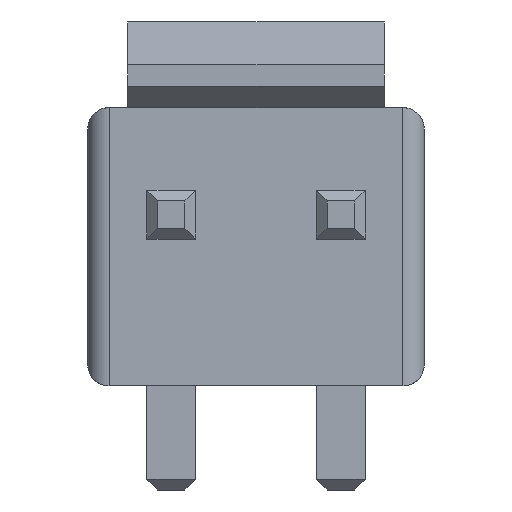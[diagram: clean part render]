
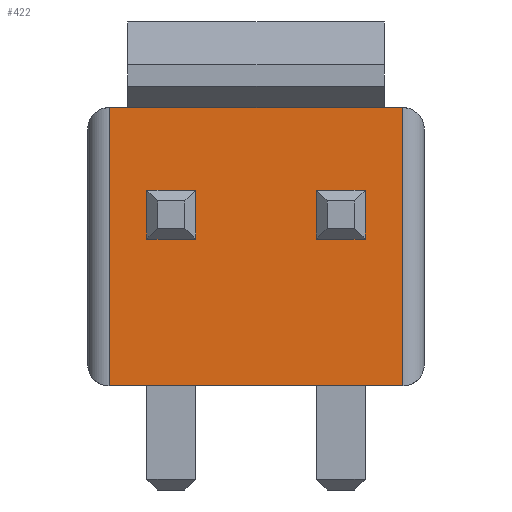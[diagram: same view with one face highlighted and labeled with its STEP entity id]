
A CAD part, front view. The second image highlights one B-rep face of the part: STEP entity #422.
In plain terms, the highlighted planar face has unit normal (0, -1, 0).
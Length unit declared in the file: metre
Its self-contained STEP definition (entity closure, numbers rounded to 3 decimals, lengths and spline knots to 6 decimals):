
#238 = EDGE_CURVE( '', #681, #682, #683, .T. );
#266 = EDGE_CURVE( '', #731, #732, #733, .T. );
#268 = EDGE_CURVE( '', #735, #736, #737, .T. );
#282 = EDGE_CURVE( '', #758, #717, #759, .T. );
#360 = EDGE_CURVE( '', #682, #878, #879, .T. );
#422 = ADVANCED_FACE( '', ( #964, #965, #966 ), #967, .F. );
#454 = EDGE_CURVE( '', #736, #1012, #1013, .T. );
#470 = EDGE_CURVE( '', #731, #780, #1035, .T. );
#532 = EDGE_CURVE( '', #1113, #878, #1114, .T. );
#536 = EDGE_CURVE( '', #681, #1113, #1119, .T. );
#542 = EDGE_CURVE( '', #844, #1012, #1126, .T. );
#596 = EDGE_CURVE( '', #735, #844, #1185, .T. );
#600 = EDGE_CURVE( '', #780, #1060, #1189, .T. );
#640 = EDGE_CURVE( '', #1060, #758, #1235, .T. );
#644 = EDGE_CURVE( '', #717, #732, #1239, .T. );
#681 = VERTEX_POINT( '', #1273 );
#682 = VERTEX_POINT( '', #1274 );
#683 = LINE( '', #1275, #1276 );
#717 = VERTEX_POINT( '', #1323 );
#731 = VERTEX_POINT( '', #1344 );
#732 = VERTEX_POINT( '', #1345 );
#733 = LINE( '', #1346, #1347 );
#735 = VERTEX_POINT( '', #1350 );
#736 = VERTEX_POINT( '', #1351 );
#737 = LINE( '', #1352, #1353 );
#758 = VERTEX_POINT( '', #1381 );
#759 = LINE( '', #1382, #1383 );
#780 = VERTEX_POINT( '', #1415 );
#844 = VERTEX_POINT( '', #1496 );
#878 = VERTEX_POINT( '', #1548 );
#879 = LINE( '', #1549, #1550 );
#964 = FACE_BOUND( '', #1676, .T. );
#965 = FACE_OUTER_BOUND( '', #1677, .T. );
#966 = FACE_BOUND( '', #1678, .T. );
#967 = PLANE( '', #1679 );
#1012 = VERTEX_POINT( '', #1741 );
#1013 = LINE( '', #1742, #1743 );
#1035 = LINE( '', #1774, #1775 );
#1060 = VERTEX_POINT( '', #1810 );
#1113 = VERTEX_POINT( '', #1898 );
#1114 = LINE( '', #1899, #1900 );
#1119 = LINE( '', #1908, #1909 );
#1126 = LINE( '', #1919, #1920 );
#1185 = LINE( '', #2021, #2022 );
#1189 = LINE( '', #2029, #2030 );
#1235 = LINE( '', #2101, #2102 );
#1239 = LINE( '', #2109, #2110 );
#1273 = CARTESIAN_POINT( '', ( 0.002552, 0.00114, 0.005868 ) );
#1274 = CARTESIAN_POINT( '', ( 0.002552, 0.00114, 0.007008 ) );
#1275 = CARTESIAN_POINT( '', ( 0.002552, 0.00114, 0.002438 ) );
#1276 = VECTOR( '', #2137, 1. );
#1323 = CARTESIAN_POINT( '', ( -0.003428, 0.00114, 0.008938 ) );
#1344 = CARTESIAN_POINT( '', ( 0.003432, 0.00114, 0.002438 ) );
#1345 = CARTESIAN_POINT( '', ( -0.003428, 0.00114, 0.002438 ) );
#1346 = CARTESIAN_POINT( '', ( 0.003932, 0.00114, 0.002438 ) );
#1347 = VECTOR( '', #2174, 1. );
#1350 = CARTESIAN_POINT( '', ( -0.002548, 0.00114, 0.005868 ) );
#1351 = CARTESIAN_POINT( '', ( -0.001408, 0.00114, 0.005868 ) );
#1352 = CARTESIAN_POINT( '', ( 0.003932, 0.00114, 0.005868 ) );
#1353 = VECTOR( '', #2175, 1. );
#1381 = CARTESIAN_POINT( '', ( -0.002998, 0.00114, 0.008938 ) );
#1382 = CARTESIAN_POINT( '', ( 0.003932, 0.00114, 0.008938 ) );
#1383 = VECTOR( '', #2203, 1. );
#1415 = CARTESIAN_POINT( '', ( 0.003432, 0.00114, 0.008938 ) );
#1496 = CARTESIAN_POINT( '', ( -0.002548, 0.00114, 0.007008 ) );
#1548 = CARTESIAN_POINT( '', ( 0.001412, 0.00114, 0.007008 ) );
#1549 = CARTESIAN_POINT( '', ( 0.003932, 0.00114, 0.007008 ) );
#1550 = VECTOR( '', #2356, 1. );
#1676 = EDGE_LOOP( '', ( #2455, #2456, #2457, #2458 ) );
#1677 = EDGE_LOOP( '', ( #2459, #2460, #2461, #2462, #2463, #2464 ) );
#1678 = EDGE_LOOP( '', ( #2465, #2466, #2467, #2468 ) );
#1679 = AXIS2_PLACEMENT_3D( '', #2469, #2470, #2471 );
#1741 = CARTESIAN_POINT( '', ( -0.001408, 0.00114, 0.007008 ) );
#1742 = CARTESIAN_POINT( '', ( -0.001408, 0.00114, 0.002438 ) );
#1743 = VECTOR( '', #2536, 1. );
#1774 = CARTESIAN_POINT( '', ( 0.003432, 0.00114, 0.002438 ) );
#1775 = VECTOR( '', #2565, 1. );
#1810 = CARTESIAN_POINT( '', ( 0.003002, 0.00114, 0.008938 ) );
#1898 = CARTESIAN_POINT( '', ( 0.001412, 0.00114, 0.005868 ) );
#1899 = CARTESIAN_POINT( '', ( 0.001412, 0.00114, 0.002438 ) );
#1900 = VECTOR( '', #2666, 1. );
#1908 = CARTESIAN_POINT( '', ( 0.003932, 0.00114, 0.005868 ) );
#1909 = VECTOR( '', #2668, 1. );
#1919 = CARTESIAN_POINT( '', ( 0.003932, 0.00114, 0.007008 ) );
#1920 = VECTOR( '', #2678, 1. );
#2021 = CARTESIAN_POINT( '', ( -0.002548, 0.00114, 0.002438 ) );
#2022 = VECTOR( '', #2744, 1. );
#2029 = CARTESIAN_POINT( '', ( 0.003932, 0.00114, 0.008938 ) );
#2030 = VECTOR( '', #2746, 1. );
#2101 = CARTESIAN_POINT( '', ( 0.003932, 0.00114, 0.008938 ) );
#2102 = VECTOR( '', #2812, 1. );
#2109 = CARTESIAN_POINT( '', ( -0.003428, 0.00114, 0.002438 ) );
#2110 = VECTOR( '', #2814, 1. );
#2137 = DIRECTION( '', ( 0., 0., 1. ) );
#2174 = DIRECTION( '', ( -1., 0., 0. ) );
#2175 = DIRECTION( '', ( 1., 0., 0. ) );
#2203 = DIRECTION( '', ( -1., 0., 0. ) );
#2356 = DIRECTION( '', ( -1., 0., 0. ) );
#2455 = ORIENTED_EDGE( '', *, *, #238, .F. );
#2456 = ORIENTED_EDGE( '', *, *, #536, .T. );
#2457 = ORIENTED_EDGE( '', *, *, #532, .T. );
#2458 = ORIENTED_EDGE( '', *, *, #360, .F. );
#2459 = ORIENTED_EDGE( '', *, *, #282, .T. );
#2460 = ORIENTED_EDGE( '', *, *, #644, .T. );
#2461 = ORIENTED_EDGE( '', *, *, #266, .F. );
#2462 = ORIENTED_EDGE( '', *, *, #470, .T. );
#2463 = ORIENTED_EDGE( '', *, *, #600, .T. );
#2464 = ORIENTED_EDGE( '', *, *, #640, .T. );
#2465 = ORIENTED_EDGE( '', *, *, #268, .F. );
#2466 = ORIENTED_EDGE( '', *, *, #596, .T. );
#2467 = ORIENTED_EDGE( '', *, *, #542, .T. );
#2468 = ORIENTED_EDGE( '', *, *, #454, .F. );
#2469 = CARTESIAN_POINT( '', ( 0.003932, 0.00114, 0.002438 ) );
#2470 = DIRECTION( '', ( 0., 1., 0. ) );
#2471 = DIRECTION( '', ( 1., 0., 0. ) );
#2536 = DIRECTION( '', ( 0., 0., 1. ) );
#2565 = DIRECTION( '', ( 0., 0., 1. ) );
#2666 = DIRECTION( '', ( 0., 0., 1. ) );
#2668 = DIRECTION( '', ( -1., 0., 0. ) );
#2678 = DIRECTION( '', ( 1., 0., 0. ) );
#2744 = DIRECTION( '', ( 0., 0., 1. ) );
#2746 = DIRECTION( '', ( -1., 0., 0. ) );
#2812 = DIRECTION( '', ( -1., 0., 0. ) );
#2814 = DIRECTION( '', ( 0., 0., -1. ) );
